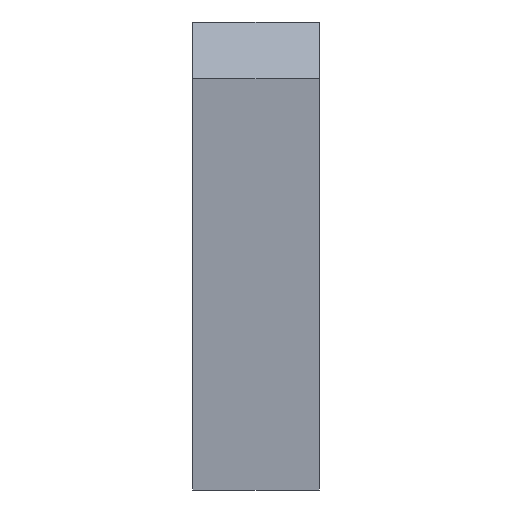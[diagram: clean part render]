
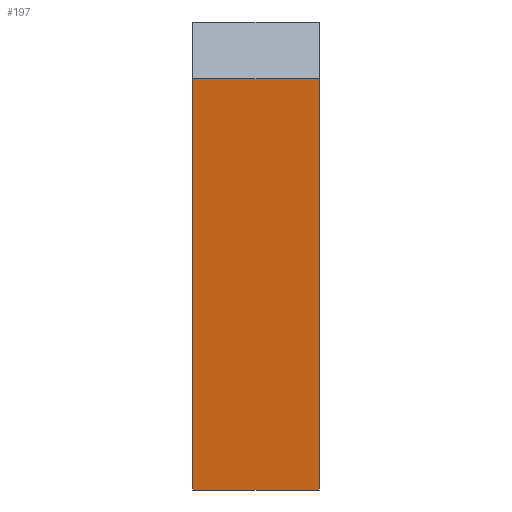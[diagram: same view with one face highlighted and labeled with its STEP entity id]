
A CAD part, front view. The second image highlights one B-rep face of the part: STEP entity #197.
In plain terms, the highlighted planar face has unit normal (0, -0.996, -0.087).
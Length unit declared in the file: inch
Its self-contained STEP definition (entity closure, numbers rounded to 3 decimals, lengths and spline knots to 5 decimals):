
#25=FACE_OUTER_BOUND($,#37,.T.);
#37=EDGE_LOOP($,(#164,#165,#166,#167));
#55=LINE($,#302,#79);
#57=LINE($,#308,#81);
#60=LINE($,#313,#84);
#62=LINE($,#316,#86);
#79=VECTOR($,#248,0.32628);
#81=VECTOR($,#252,0.32628);
#84=VECTOR($,#257,0.1);
#86=VECTOR($,#261,0.1);
#96=VERTEX_POINT($,#295);
#99=VERTEX_POINT($,#300);
#101=VERTEX_POINT($,#305);
#102=VERTEX_POINT($,#307);
#119=EDGE_CURVE($,#99,#96,#55,.T.);
#121=EDGE_CURVE($,#101,#102,#57,.T.);
#124=EDGE_CURVE($,#96,#101,#60,.T.);
#126=EDGE_CURVE($,#99,#102,#62,.T.);
#164=ORIENTED_EDGE($,*,*,#119,.F.);
#165=ORIENTED_EDGE($,*,*,#126,.T.);
#166=ORIENTED_EDGE($,*,*,#121,.F.);
#167=ORIENTED_EDGE($,*,*,#124,.F.);
#185=PLANE($,#214);
#197=ADVANCED_FACE($,(#25),#185,.T.);
#214=AXIS2_PLACEMENT_3D($,#315,#259,#260);
#248=DIRECTION($,(0.,-0.087,0.996));
#252=DIRECTION($,(0.,0.087,-0.996));
#257=DIRECTION($,(1.,0.,0.));
#259=DIRECTION('center_axis',(0.,-0.996,-0.087));
#260=DIRECTION('ref_axis',(0.,0.087,-0.996));
#261=DIRECTION($,(1.,0.,0.));
#295=CARTESIAN_POINT('',(0.6,-0.39123,0.48721));
#300=CARTESIAN_POINT('',(0.6,-0.36279,0.16217));
#302=CARTESIAN_POINT($,(0.6,-0.39765,0.56065));
#305=CARTESIAN_POINT('',(0.7,-0.39123,0.48721));
#307=CARTESIAN_POINT('',(0.7,-0.36279,0.16217));
#308=CARTESIAN_POINT($,(0.7,-0.36279,0.16217));
#313=CARTESIAN_POINT($,(0.6,-0.39123,0.48721));
#315=CARTESIAN_POINT('Origin',(0.6,-0.39123,0.48721));
#316=CARTESIAN_POINT($,(0.6,-0.36279,0.16217));
